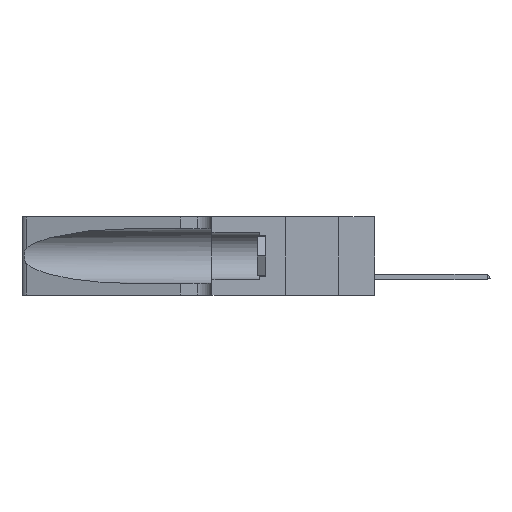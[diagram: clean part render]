
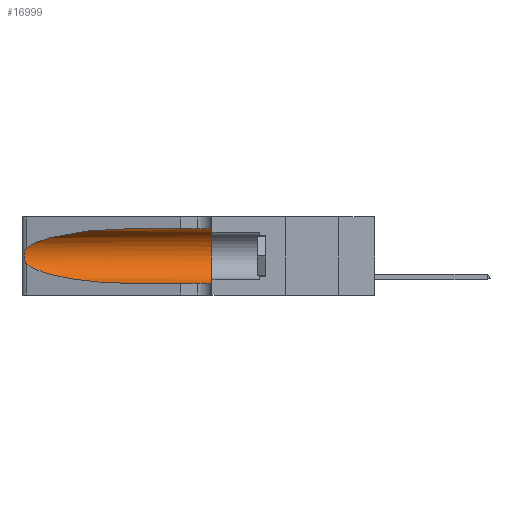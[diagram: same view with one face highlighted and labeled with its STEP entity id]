
A CAD part, left-side view. The second image highlights one B-rep face of the part: STEP entity #16999.
In plain terms, the highlighted cylindrical face has radius 3.308 mm (diameter 6.617 mm), a partial arc.
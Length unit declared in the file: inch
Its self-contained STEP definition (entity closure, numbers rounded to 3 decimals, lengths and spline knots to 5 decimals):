
#625 = CARTESIAN_POINT ( 'NONE',  ( 0.1305, 0.35, 0.05475 ) ) ;
#1398 = ORIENTED_EDGE ( 'NONE', *, *, #23604, .T. ) ;
#1508 = ORIENTED_EDGE ( 'NONE', *, *, #42354, .T. ) ;
#2011 = FACE_OUTER_BOUND ( 'NONE', #10150, .T. ) ;
#2607 = CARTESIAN_POINT ( 'NONE',  ( 0.25555, 1.22994, 0.2215 ) ) ;
#2666 = ORIENTED_EDGE ( 'NONE', *, *, #39885, .T. ) ;
#3067 = ORIENTED_EDGE ( 'NONE', *, *, #35824, .F. ) ;
#4480 = CARTESIAN_POINT ( 'NONE',  ( 0.1305, 0.35, 0.185 ) ) ;
#4630 = DIRECTION ( 'NONE',  ( 0., 0., 1. ) ) ;
#6480 = CARTESIAN_POINT ( 'NONE',  ( 0.1305, 0.72297, 0.05475 ) ) ;
#6637 = LINE ( 'NONE', #24589, #27013 ) ;
#7918 = DIRECTION ( 'NONE',  ( 0., 1., 0. ) ) ;
#8376 = AXIS2_PLACEMENT_3D ( 'NONE', #4480, #7918, #4630 ) ;
#8677 = VECTOR ( 'NONE', #26530, 39.37008 ) ;
#9029 = CARTESIAN_POINT ( 'NONE',  ( 0.25856, 1.23593, 0.16098 ) ) ;
#9335 = VERTEX_POINT ( 'NONE', #9343 ) ;
#9343 = CARTESIAN_POINT ( 'NONE',  ( 0.1305, 0.35, 0.31525 ) ) ;
#9496 = VERTEX_POINT ( 'NONE', #40867 ) ;
#9574 = CARTESIAN_POINT ( 'NONE',  ( 0.1305, 1.61858, 0.05475 ) ) ;
#10150 = EDGE_LOOP ( 'NONE', ( #22678, #1508, #2666, #1398, #43352, #3067 ) ) ;
#10335 = CARTESIAN_POINT ( 'NONE',  ( 0.18966, 0.96281, 0.05475 ) ) ;
#13091 = CARTESIAN_POINT ( 'NONE',  ( 0.25789, 1.23486, 0.15765 ) ) ;
#13221 = CARTESIAN_POINT ( 'NONE',  ( 0.25487, 1.22718, 0.14631 ) ) ;
#13694 = CARTESIAN_POINT ( 'NONE',  ( 0.2373, 1.15595, 0.28018 ) ) ;
#14063 = CARTESIAN_POINT ( 'NONE',  ( 0.1305, 0.72297, 0.05475 ) ) ;
#16369 = CARTESIAN_POINT ( 'NONE',  ( 0.25555, 1.22993, 0.14849 ) ) ;
#16999 = ADVANCED_FACE ( 'NONE', ( #2011 ), #44380, .F. ) ;
#17652 = DIRECTION ( 'NONE',  ( 0., 0., -1. ) ) ;
#18104 = CARTESIAN_POINT ( 'NONE',  ( 0.1305, 1.61858, 0.185 ) ) ;
#19487 = VERTEX_POINT ( 'NONE', #39690 ) ;
#19517 = CARTESIAN_POINT ( 'NONE',  ( 0.25487, 1.22718, 0.22369 ) ) ;
#19604 = B_SPLINE_CURVE_WITH_KNOTS ( 'NONE', 3,
 ( #19517, #2607, #33324, #33027, #19950, #43708, #22859, #43854, #36903, #9029, #13091, #23163, #16369, #39954 ),
 .UNSPECIFIED., .F., .F.,
 ( 4, 2, 2, 2, 2, 2, 4 ),
 ( 0., 0.00027, 0.00053, 0.00107, 0.0016, 0.00187, 0.00214 ),
 .UNSPECIFIED. ) ;
#19950 = CARTESIAN_POINT ( 'NONE',  ( 0.25854, 1.2359, 0.20912 ) ) ;
#20286 = CARTESIAN_POINT ( 'NONE',  ( 0.18966, 0.96281, 0.31525 ) ) ;
#20436 = CARTESIAN_POINT ( 'NONE',  ( 0.25487, 1.22718, 0.22369 ) ) ;
#20460 = LINE ( 'NONE', #9574, #8677 ) ;
#22678 = ORIENTED_EDGE ( 'NONE', *, *, #25550, .T. ) ;
#22859 = CARTESIAN_POINT ( 'NONE',  ( 0.26075, 1.23896, 0.19203 ) ) ;
#23163 = CARTESIAN_POINT ( 'NONE',  ( 0.25639, 1.23186, 0.15144 ) ) ;
#23515 = VERTEX_POINT ( 'NONE', #14063 ) ;
#23604 = EDGE_CURVE ( 'NONE', #23515, #38133, #20460, .T. ) ;
#24589 = CARTESIAN_POINT ( 'NONE',  ( 0.1305, 1.61858, 0.31525 ) ) ;
#25051 = DIRECTION ( 'NONE',  ( 0., -1., 0. ) ) ;
#25550 = EDGE_CURVE ( 'NONE', #40396, #19487, #34179, .T. ) ;
#26530 = DIRECTION ( 'NONE',  ( 0., -1., 0. ) ) ;
#27013 = VECTOR ( 'NONE', #25051, 39.37008 ) ;
#30747 = CARTESIAN_POINT ( 'NONE',  ( 0.2373, 1.15595, 0.08982 ) ) ;
#32811 =( BOUNDED_CURVE ( )  B_SPLINE_CURVE ( 3, ( #13221, #30747, #10335, #6480 ),
 .UNSPECIFIED., .F., .F. ) 
 B_SPLINE_CURVE_WITH_KNOTS ( ( 4, 4 ),
 ( 3.44316, 4.71239 ),
 .UNSPECIFIED. ) 
 CURVE ( )  GEOMETRIC_REPRESENTATION_ITEM ( )  RATIONAL_B_SPLINE_CURVE ( ( 1., 0.87, 0.87, 1. ) ) 
 REPRESENTATION_ITEM ( '' )  );
#33027 = CARTESIAN_POINT ( 'NONE',  ( 0.25787, 1.23484, 0.2124 ) ) ;
#33324 = CARTESIAN_POINT ( 'NONE',  ( 0.25639, 1.23184, 0.21858 ) ) ;
#33391 = CIRCLE ( 'NONE', #8376, 0.13025 ) ;
#34179 =( BOUNDED_CURVE ( )  B_SPLINE_CURVE ( 3, ( #37243, #20286, #13694, #20436 ),
 .UNSPECIFIED., .F., .F. ) 
 B_SPLINE_CURVE_WITH_KNOTS ( ( 4, 4 ),
 ( 1.5708, 2.84003 ),
 .UNSPECIFIED. ) 
 CURVE ( )  GEOMETRIC_REPRESENTATION_ITEM ( )  RATIONAL_B_SPLINE_CURVE ( ( 1., 0.87, 0.87, 1. ) ) 
 REPRESENTATION_ITEM ( '' )  );
#34781 = DIRECTION ( 'NONE',  ( 0., -1., 0. ) ) ;
#35824 = EDGE_CURVE ( 'NONE', #40396, #9335, #6637, .T. ) ;
#36428 = EDGE_CURVE ( 'NONE', #9335, #38133, #33391, .T. ) ;
#36903 = CARTESIAN_POINT ( 'NONE',  ( 0.26017, 1.23833, 0.17102 ) ) ;
#37243 = CARTESIAN_POINT ( 'NONE',  ( 0.1305, 0.72297, 0.31525 ) ) ;
#37285 = CARTESIAN_POINT ( 'NONE',  ( 0.1305, 0.72297, 0.31525 ) ) ;
#38133 = VERTEX_POINT ( 'NONE', #625 ) ;
#39668 = AXIS2_PLACEMENT_3D ( 'NONE', #18104, #34781, #17652 ) ;
#39690 = CARTESIAN_POINT ( 'NONE',  ( 0.25487, 1.22718, 0.22369 ) ) ;
#39885 = EDGE_CURVE ( 'NONE', #9496, #23515, #32811, .T. ) ;
#39954 = CARTESIAN_POINT ( 'NONE',  ( 0.25487, 1.22718, 0.14631 ) ) ;
#40396 = VERTEX_POINT ( 'NONE', #37285 ) ;
#40867 = CARTESIAN_POINT ( 'NONE',  ( 0.25487, 1.22718, 0.14631 ) ) ;
#42354 = EDGE_CURVE ( 'NONE', #19487, #9496, #19604, .T. ) ;
#43352 = ORIENTED_EDGE ( 'NONE', *, *, #36428, .F. ) ;
#43708 = CARTESIAN_POINT ( 'NONE',  ( 0.26018, 1.23835, 0.19895 ) ) ;
#43854 = CARTESIAN_POINT ( 'NONE',  ( 0.26075, 1.23896, 0.178 ) ) ;
#44380 = CYLINDRICAL_SURFACE ( 'NONE', #39668, 0.13025 ) ;
